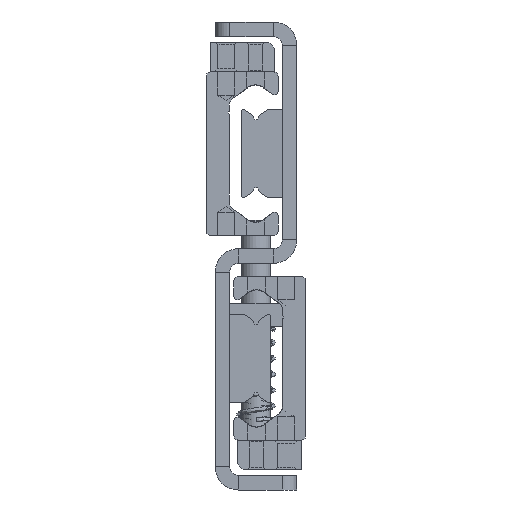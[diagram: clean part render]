
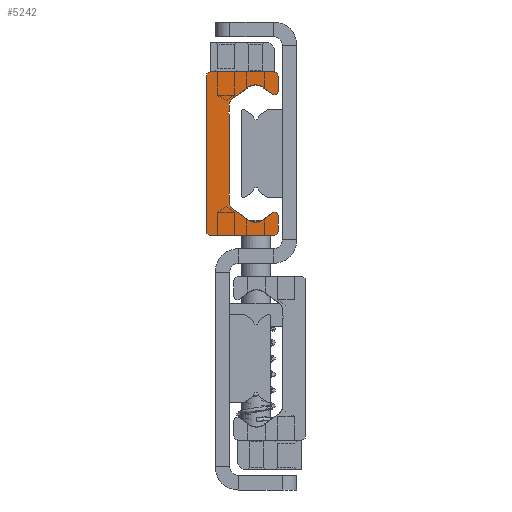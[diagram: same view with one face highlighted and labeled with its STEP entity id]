
A CAD part, left-side view. The second image highlights one B-rep face of the part: STEP entity #5242.
In plain terms, the highlighted face is planar.
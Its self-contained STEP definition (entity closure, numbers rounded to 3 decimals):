
#3501=CARTESIAN_POINT('',(610.0,-3.417,11.391));
#3502=VERTEX_POINT('',#3501);
#3509=CARTESIAN_POINT('',(610.0,-5.206,10.139));
#3510=VERTEX_POINT('',#3509);
#3511=CARTESIAN_POINT('',(610.0,-3.417,11.391));
#3512=DIRECTION('',(0.0,-0.819,-0.574));
#3513=VECTOR('',#3512,2.184);
#3514=LINE('',#3511,#3513);
#3515=EDGE_CURVE('',#3502,#3510,#3514,.T.);
#3546=CARTESIAN_POINT('',(610.0,-1.123,11.391));
#3547=VERTEX_POINT('',#3546);
#3554=CARTESIAN_POINT('',(610.0,-2.27,9.753));
#3555=DIRECTION('',(1.0,0.0,0.0));
#3556=DIRECTION('',(0.0,-0.574,-0.819));
#3557=AXIS2_PLACEMENT_3D('',#3554,#3555,#3556);
#3558=CIRCLE('',#3557,2.0);
#3559=EDGE_CURVE('',#3547,#3502,#3558,.T.);
#3705=CARTESIAN_POINT('',(610.0,5.4,-14.));
#3706=VERTEX_POINT('',#3705);
#3713=CARTESIAN_POINT('',(610.0,-5.4,-14.));
#3714=VERTEX_POINT('',#3713);
#3715=CARTESIAN_POINT('',(610.0,5.4,-14.));
#3716=DIRECTION('',(0.0,-1.0,0.0));
#3717=VECTOR('',#3716,10.8);
#3718=LINE('',#3715,#3717);
#3719=EDGE_CURVE('',#3706,#3714,#3718,.T.);
#3957=CARTESIAN_POINT('',(610.0,-5.206,-10.139));
#3958=VERTEX_POINT('',#3957);
#3965=CARTESIAN_POINT('',(610.0,-3.417,-11.391));
#3966=VERTEX_POINT('',#3965);
#3967=CARTESIAN_POINT('',(610.0,-5.206,-10.139));
#3968=DIRECTION('',(0.0,0.819,-0.574));
#3969=VECTOR('',#3968,2.184);
#3970=LINE('',#3967,#3969);
#3971=EDGE_CURVE('',#3958,#3966,#3970,.T.);
#4611=CARTESIAN_POINT('',(610.0,-1.123,-11.391));
#4612=VERTEX_POINT('',#4611);
#4619=CARTESIAN_POINT('',(610.0,1.56,-9.512));
#4620=VERTEX_POINT('',#4619);
#4621=CARTESIAN_POINT('',(610.0,-1.123,-11.391));
#4622=DIRECTION('',(0.0,0.819,0.574));
#4623=VECTOR('',#4622,3.276);
#4624=LINE('',#4621,#4623);
#4625=EDGE_CURVE('',#4612,#4620,#4624,.T.);
#4645=CARTESIAN_POINT('',(610.0,-2.27,-9.753));
#4646=DIRECTION('',(1.0,0.0,0.0));
#4647=DIRECTION('',(0.0,0.574,0.819));
#4648=AXIS2_PLACEMENT_3D('',#4645,#4646,#4647);
#4649=CIRCLE('',#4648,2.0);
#4650=EDGE_CURVE('',#3966,#4612,#4649,.T.);
#4731=CARTESIAN_POINT('',(610.0,6.15,-13.25));
#4732=VERTEX_POINT('',#4731);
#4733=CARTESIAN_POINT('',(610.0,5.4,-13.25));
#4734=DIRECTION('',(-1.0,0.0,0.0));
#4735=DIRECTION('',(0.0,0.0,-1.0));
#4736=AXIS2_PLACEMENT_3D('',#4733,#4734,#4735);
#4737=CIRCLE('',#4736,0.75);
#4738=EDGE_CURVE('',#4732,#3706,#4737,.T.);
#4756=CARTESIAN_POINT('',(610.0,-6.15,-13.25));
#4757=VERTEX_POINT('',#4756);
#4758=CARTESIAN_POINT('',(610.0,-5.4,-13.25));
#4759=DIRECTION('',(-1.0,0.0,0.0));
#4760=DIRECTION('',(0.0,-1.0,0.0));
#4761=AXIS2_PLACEMENT_3D('',#4758,#4759,#4760);
#4762=CIRCLE('',#4761,0.75);
#4763=EDGE_CURVE('',#3714,#4757,#4762,.T.);
#4781=CARTESIAN_POINT('',(610.0,-6.15,-10.63));
#4782=VERTEX_POINT('',#4781);
#4783=CARTESIAN_POINT('',(610.0,-6.15,-13.25));
#4784=DIRECTION('',(0.0,0.0,1.0));
#4785=VECTOR('',#4784,2.62);
#4786=LINE('',#4783,#4785);
#4787=EDGE_CURVE('',#4757,#4782,#4786,.T.);
#4805=CARTESIAN_POINT('',(610.0,-5.55,-10.63));
#4806=DIRECTION('',(-1.0,0.0,0.0));
#4807=DIRECTION('',(0.0,0.574,0.819));
#4808=AXIS2_PLACEMENT_3D('',#4805,#4806,#4807);
#4809=CIRCLE('',#4808,0.6);
#4810=EDGE_CURVE('',#4782,#3958,#4809,.T.);
#4835=CARTESIAN_POINT('',(610.0,2.2,-8.283));
#4836=VERTEX_POINT('',#4835);
#4837=CARTESIAN_POINT('',(610.0,0.7,-8.283));
#4838=DIRECTION('',(1.0,0.0,0.0));
#4839=DIRECTION('',(0.0,-0.574,0.819));
#4840=AXIS2_PLACEMENT_3D('',#4837,#4838,#4839);
#4841=CIRCLE('',#4840,1.5);
#4842=EDGE_CURVE('',#4620,#4836,#4841,.T.);
#4860=CARTESIAN_POINT('',(610.0,2.2,-7.25));
#4861=VERTEX_POINT('',#4860);
#4862=CARTESIAN_POINT('',(610.0,2.2,-8.283));
#4863=DIRECTION('',(0.0,0.0,1.0));
#4864=VECTOR('',#4863,1.033);
#4865=LINE('',#4862,#4864);
#4866=EDGE_CURVE('',#4836,#4861,#4865,.T.);
#4884=CARTESIAN_POINT('',(610.0,2.2,-6.75));
#4885=VERTEX_POINT('',#4884);
#4886=CARTESIAN_POINT('',(610.0,2.2,-7.0));
#4887=DIRECTION('',(1.0,0.0,0.0));
#4888=DIRECTION('',(0.0,0.0,1.0));
#4889=AXIS2_PLACEMENT_3D('',#4886,#4887,#4888);
#4890=CIRCLE('',#4889,0.25);
#4891=EDGE_CURVE('',#4861,#4885,#4890,.T.);
#4909=CARTESIAN_POINT('',(610.0,2.2,8.283));
#4910=VERTEX_POINT('',#4909);
#4911=CARTESIAN_POINT('',(610.0,2.2,-6.75));
#4912=DIRECTION('',(0.0,0.0,1.0));
#4913=VECTOR('',#4912,15.033);
#4914=LINE('',#4911,#4913);
#4915=EDGE_CURVE('',#4885,#4910,#4914,.T.);
#4963=CARTESIAN_POINT('',(610.0,1.56,9.512));
#4964=VERTEX_POINT('',#4963);
#4965=CARTESIAN_POINT('',(610.0,0.7,8.283));
#4966=DIRECTION('',(1.0,0.0,0.0));
#4967=DIRECTION('',(0.0,-1.0,0.0));
#4968=AXIS2_PLACEMENT_3D('',#4965,#4966,#4967);
#4969=CIRCLE('',#4968,1.5);
#4970=EDGE_CURVE('',#4910,#4964,#4969,.T.);
#4999=CARTESIAN_POINT('',(610.0,1.56,9.512));
#5000=DIRECTION('',(0.0,-0.819,0.574));
#5001=VECTOR('',#5000,3.276);
#5002=LINE('',#4999,#5001);
#5003=EDGE_CURVE('',#4964,#3547,#5002,.T.);
#5030=CARTESIAN_POINT('',(610.0,-6.15,10.63));
#5031=VERTEX_POINT('',#5030);
#5032=CARTESIAN_POINT('',(610.0,-5.55,10.63));
#5033=DIRECTION('',(-1.0,0.0,0.0));
#5034=DIRECTION('',(0.0,-1.0,0.0));
#5035=AXIS2_PLACEMENT_3D('',#5032,#5033,#5034);
#5036=CIRCLE('',#5035,0.6);
#5037=EDGE_CURVE('',#3510,#5031,#5036,.T.);
#5055=CARTESIAN_POINT('',(610.0,-6.15,13.25));
#5056=VERTEX_POINT('',#5055);
#5057=CARTESIAN_POINT('',(610.0,-6.15,10.63));
#5058=DIRECTION('',(0.0,0.0,1.0));
#5059=VECTOR('',#5058,2.62);
#5060=LINE('',#5057,#5059);
#5061=EDGE_CURVE('',#5031,#5056,#5060,.T.);
#5079=CARTESIAN_POINT('',(610.0,-5.4,14.));
#5080=VERTEX_POINT('',#5079);
#5081=CARTESIAN_POINT('',(610.0,-5.4,13.25));
#5082=DIRECTION('',(-1.0,0.0,0.0));
#5083=DIRECTION('',(0.0,0.0,1.0));
#5084=AXIS2_PLACEMENT_3D('',#5081,#5082,#5083);
#5085=CIRCLE('',#5084,0.75);
#5086=EDGE_CURVE('',#5056,#5080,#5085,.T.);
#5107=CARTESIAN_POINT('',(610.0,5.4,14.));
#5108=VERTEX_POINT('',#5107);
#5109=CARTESIAN_POINT('',(610.0,-5.4,14.));
#5110=DIRECTION('',(0.0,1.0,0.0));
#5111=VECTOR('',#5110,10.8);
#5112=LINE('',#5109,#5111);
#5113=EDGE_CURVE('',#5080,#5108,#5112,.T.);
#5146=CARTESIAN_POINT('',(610.0,6.15,13.25));
#5147=VERTEX_POINT('',#5146);
#5148=CARTESIAN_POINT('',(610.0,5.4,13.25));
#5149=DIRECTION('',(-1.0,0.0,0.0));
#5150=DIRECTION('',(0.0,1.0,0.0));
#5151=AXIS2_PLACEMENT_3D('',#5148,#5149,#5150);
#5152=CIRCLE('',#5151,0.75);
#5153=EDGE_CURVE('',#5108,#5147,#5152,.T.);
#5171=CARTESIAN_POINT('',(610.0,6.15,13.25));
#5172=DIRECTION('',(0.0,0.0,-1.0));
#5173=VECTOR('',#5172,26.5);
#5174=LINE('',#5171,#5173);
#5175=EDGE_CURVE('',#5147,#4732,#5174,.T.);
#5213=CARTESIAN_POINT('',(610.0,1.352,-0.021));
#5214=DIRECTION('',(1.0,0.0,0.0));
#5215=DIRECTION('',(0.0,0.0,-1.0));
#5216=AXIS2_PLACEMENT_3D('',#5213,#5214,#5215);
#5217=PLANE('',#5216);
#5218=ORIENTED_EDGE('',*,*,#4738,.F.);
#5219=ORIENTED_EDGE('',*,*,#5175,.F.);
#5220=ORIENTED_EDGE('',*,*,#5153,.F.);
#5221=ORIENTED_EDGE('',*,*,#5113,.F.);
#5222=ORIENTED_EDGE('',*,*,#5086,.F.);
#5223=ORIENTED_EDGE('',*,*,#5061,.F.);
#5224=ORIENTED_EDGE('',*,*,#5037,.F.);
#5225=ORIENTED_EDGE('',*,*,#3515,.F.);
#5226=ORIENTED_EDGE('',*,*,#3559,.F.);
#5227=ORIENTED_EDGE('',*,*,#5003,.F.);
#5228=ORIENTED_EDGE('',*,*,#4970,.F.);
#5229=ORIENTED_EDGE('',*,*,#4915,.F.);
#5230=ORIENTED_EDGE('',*,*,#4891,.F.);
#5231=ORIENTED_EDGE('',*,*,#4866,.F.);
#5232=ORIENTED_EDGE('',*,*,#4842,.F.);
#5233=ORIENTED_EDGE('',*,*,#4625,.F.);
#5234=ORIENTED_EDGE('',*,*,#4650,.F.);
#5235=ORIENTED_EDGE('',*,*,#3971,.F.);
#5236=ORIENTED_EDGE('',*,*,#4810,.F.);
#5237=ORIENTED_EDGE('',*,*,#4787,.F.);
#5238=ORIENTED_EDGE('',*,*,#4763,.F.);
#5239=ORIENTED_EDGE('',*,*,#3719,.F.);
#5240=EDGE_LOOP('',(#5218,#5219,#5220,#5221,#5222,#5223,#5224,#5225,#5226,#5227,#5228,#5229,#5230,#5231,#5232,#5233,#5234,#5235,#5236,#5237,#5238,#5239));
#5241=FACE_OUTER_BOUND('',#5240,.T.);
#5242=ADVANCED_FACE('',(#5241),#5217,.T.);
